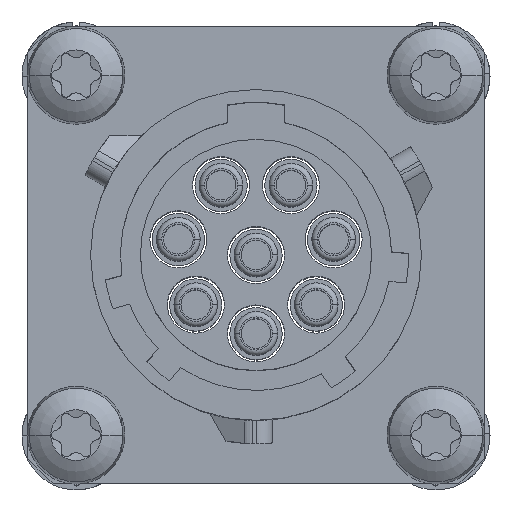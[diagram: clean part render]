
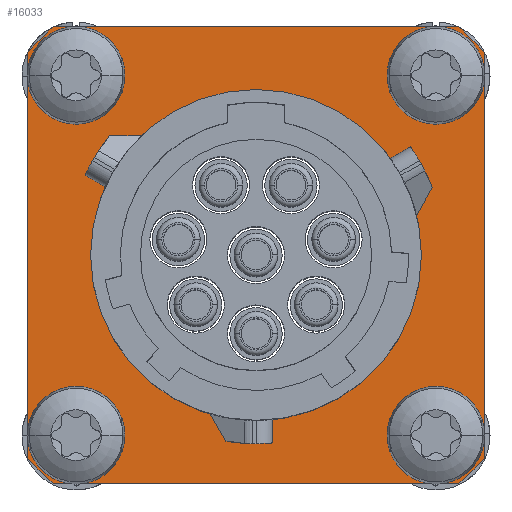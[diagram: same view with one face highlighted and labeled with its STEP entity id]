
A CAD part, top view. The second image highlights one B-rep face of the part: STEP entity #16033.
In plain terms, the highlighted planar face has unit normal (0, 0, 1).
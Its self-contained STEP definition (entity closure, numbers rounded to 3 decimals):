
#13722=CARTESIAN_POINT('',(-8.76,10.31,21.6));
#13723=VERTEX_POINT('',#13722);
#13739=CARTESIAN_POINT('',(-11.86,10.31,21.6));
#13740=VERTEX_POINT('',#13739);
#13747=CARTESIAN_POINT('',(-10.31,10.31,21.6));
#13748=DIRECTION('',(0.0,0.0,1.0));
#13749=DIRECTION('',(-1.0,0.0,0.0));
#13750=AXIS2_PLACEMENT_3D('',#13747,#13748,#13749);
#13751=CIRCLE('',#13750,1.55);
#13752=EDGE_CURVE('',#13740,#13723,#13751,.T.);
#13764=CARTESIAN_POINT('',(-8.76,-10.31,21.6));
#13765=VERTEX_POINT('',#13764);
#13781=CARTESIAN_POINT('',(-11.86,-10.31,21.6));
#13782=VERTEX_POINT('',#13781);
#13789=CARTESIAN_POINT('',(-10.31,-10.31,21.6));
#13790=DIRECTION('',(0.0,0.0,1.0));
#13791=DIRECTION('',(-1.0,0.0,0.0));
#13792=AXIS2_PLACEMENT_3D('',#13789,#13790,#13791);
#13793=CIRCLE('',#13792,1.55);
#13794=EDGE_CURVE('',#13782,#13765,#13793,.T.);
#13806=CARTESIAN_POINT('',(11.86,-10.31,21.6));
#13807=VERTEX_POINT('',#13806);
#13823=CARTESIAN_POINT('',(8.76,-10.31,21.6));
#13824=VERTEX_POINT('',#13823);
#13831=CARTESIAN_POINT('',(10.31,-10.31,21.6));
#13832=DIRECTION('',(0.0,0.0,1.0));
#13833=DIRECTION('',(-1.0,0.0,0.0));
#13834=AXIS2_PLACEMENT_3D('',#13831,#13832,#13833);
#13835=CIRCLE('',#13834,1.55);
#13836=EDGE_CURVE('',#13824,#13807,#13835,.T.);
#13848=CARTESIAN_POINT('',(11.86,10.31,21.6));
#13849=VERTEX_POINT('',#13848);
#13865=CARTESIAN_POINT('',(8.76,10.31,21.6));
#13866=VERTEX_POINT('',#13865);
#13873=CARTESIAN_POINT('',(10.31,10.31,21.6));
#13874=DIRECTION('',(0.0,0.0,1.0));
#13875=DIRECTION('',(-1.0,0.0,0.0));
#13876=AXIS2_PLACEMENT_3D('',#13873,#13874,#13875);
#13877=CIRCLE('',#13876,1.55);
#13878=EDGE_CURVE('',#13866,#13849,#13877,.T.);
#14382=CARTESIAN_POINT('',(-9.48,0.0,21.6));
#14383=VERTEX_POINT('',#14382);
#14392=CARTESIAN_POINT('',(9.48,0.0,21.6));
#14393=VERTEX_POINT('',#14392);
#14394=CARTESIAN_POINT('',(0.0,0.0,21.6));
#14395=DIRECTION('',(0.0,0.0,-1.0));
#14396=DIRECTION('',(1.0,0.0,0.0));
#14397=AXIS2_PLACEMENT_3D('',#14394,#14395,#14396);
#14398=CIRCLE('',#14397,9.48);
#14399=EDGE_CURVE('',#14393,#14383,#14398,.T.);
#15484=CARTESIAN_POINT('',(0.0,0.0,21.6));
#15485=DIRECTION('',(0.0,0.0,-1.0));
#15486=DIRECTION('',(1.0,0.0,0.0));
#15487=AXIS2_PLACEMENT_3D('',#15484,#15485,#15486);
#15488=CIRCLE('',#15487,9.48);
#15489=EDGE_CURVE('',#14383,#14393,#15488,.T.);
#15914=CARTESIAN_POINT('',(14.399,-14.399,21.6));
#15915=DIRECTION('',(0.0,0.0,-1.0));
#15916=DIRECTION('',(-1.0,0.0,0.0));
#15917=AXIS2_PLACEMENT_3D('',#15914,#15915,#15916);
#15918=PLANE('',#15917);
#15919=CARTESIAN_POINT('',(-13.09,11.615,21.6));
#15920=VERTEX_POINT('',#15919);
#15921=CARTESIAN_POINT('',(-11.615,13.09,21.6));
#15922=VERTEX_POINT('',#15921);
#15923=CARTESIAN_POINT('',(0.0,0.0,21.6));
#15924=DIRECTION('',(0.0,0.0,-1.0));
#15925=DIRECTION('',(-0.748,0.664,0.0));
#15926=AXIS2_PLACEMENT_3D('',#15923,#15924,#15925);
#15927=CIRCLE('',#15926,17.5);
#15928=EDGE_CURVE('',#15920,#15922,#15927,.T.);
#15929=ORIENTED_EDGE('',*,*,#15928,.F.);
#15930=CARTESIAN_POINT('',(-13.09,-11.615,21.6));
#15931=VERTEX_POINT('',#15930);
#15932=CARTESIAN_POINT('',(-13.09,-11.615,21.6));
#15933=DIRECTION('',(0.0,1.0,0.0));
#15934=VECTOR('',#15933,23.229);
#15935=LINE('',#15932,#15934);
#15936=EDGE_CURVE('',#15931,#15920,#15935,.T.);
#15937=ORIENTED_EDGE('',*,*,#15936,.F.);
#15938=CARTESIAN_POINT('',(-11.615,-13.09,21.6));
#15939=VERTEX_POINT('',#15938);
#15940=CARTESIAN_POINT('',(0.0,0.0,21.6));
#15941=DIRECTION('',(0.0,0.0,-1.0));
#15942=DIRECTION('',(-0.664,-0.748,0.0));
#15943=AXIS2_PLACEMENT_3D('',#15940,#15941,#15942);
#15944=CIRCLE('',#15943,17.5);
#15945=EDGE_CURVE('',#15939,#15931,#15944,.T.);
#15946=ORIENTED_EDGE('',*,*,#15945,.F.);
#15947=CARTESIAN_POINT('',(11.615,-13.09,21.6));
#15948=VERTEX_POINT('',#15947);
#15949=CARTESIAN_POINT('',(11.615,-13.09,21.6));
#15950=DIRECTION('',(-1.0,0.0,0.0));
#15951=VECTOR('',#15950,23.229);
#15952=LINE('',#15949,#15951);
#15953=EDGE_CURVE('',#15948,#15939,#15952,.T.);
#15954=ORIENTED_EDGE('',*,*,#15953,.F.);
#15955=CARTESIAN_POINT('',(13.09,-11.615,21.6));
#15956=VERTEX_POINT('',#15955);
#15957=CARTESIAN_POINT('',(0.0,0.0,21.6));
#15958=DIRECTION('',(0.0,0.0,-1.0));
#15959=DIRECTION('',(0.748,-0.664,0.0));
#15960=AXIS2_PLACEMENT_3D('',#15957,#15958,#15959);
#15961=CIRCLE('',#15960,17.5);
#15962=EDGE_CURVE('',#15956,#15948,#15961,.T.);
#15963=ORIENTED_EDGE('',*,*,#15962,.F.);
#15964=CARTESIAN_POINT('',(13.09,11.615,21.6));
#15965=VERTEX_POINT('',#15964);
#15966=CARTESIAN_POINT('',(13.09,11.615,21.6));
#15967=DIRECTION('',(0.0,-1.0,0.0));
#15968=VECTOR('',#15967,23.229);
#15969=LINE('',#15966,#15968);
#15970=EDGE_CURVE('',#15965,#15956,#15969,.T.);
#15971=ORIENTED_EDGE('',*,*,#15970,.F.);
#15972=CARTESIAN_POINT('',(11.615,13.09,21.6));
#15973=VERTEX_POINT('',#15972);
#15974=CARTESIAN_POINT('',(0.0,0.0,21.6));
#15975=DIRECTION('',(0.0,0.0,-1.0));
#15976=DIRECTION('',(0.664,0.748,0.0));
#15977=AXIS2_PLACEMENT_3D('',#15974,#15975,#15976);
#15978=CIRCLE('',#15977,17.5);
#15979=EDGE_CURVE('',#15973,#15965,#15978,.T.);
#15980=ORIENTED_EDGE('',*,*,#15979,.F.);
#15981=CARTESIAN_POINT('',(-11.615,13.09,21.6));
#15982=DIRECTION('',(1.0,0.0,0.0));
#15983=VECTOR('',#15982,23.229);
#15984=LINE('',#15981,#15983);
#15985=EDGE_CURVE('',#15922,#15973,#15984,.T.);
#15986=ORIENTED_EDGE('',*,*,#15985,.F.);
#15987=EDGE_LOOP('',(#15929,#15937,#15946,#15954,#15963,#15971,#15980,#15986));
#15988=FACE_OUTER_BOUND('',#15987,.T.);
#15989=ORIENTED_EDGE('',*,*,#14399,.T.);
#15990=ORIENTED_EDGE('',*,*,#15489,.T.);
#15991=EDGE_LOOP('',(#15989,#15990));
#15992=FACE_BOUND('',#15991,.T.);
#15993=ORIENTED_EDGE('',*,*,#13878,.F.);
#15994=CARTESIAN_POINT('',(10.31,10.31,21.6));
#15995=DIRECTION('',(0.0,0.0,1.0));
#15996=DIRECTION('',(-1.0,0.0,0.0));
#15997=AXIS2_PLACEMENT_3D('',#15994,#15995,#15996);
#15998=CIRCLE('',#15997,1.55);
#15999=EDGE_CURVE('',#13849,#13866,#15998,.T.);
#16000=ORIENTED_EDGE('',*,*,#15999,.F.);
#16001=EDGE_LOOP('',(#15993,#16000));
#16002=FACE_BOUND('',#16001,.T.);
#16003=ORIENTED_EDGE('',*,*,#13836,.F.);
#16004=CARTESIAN_POINT('',(10.31,-10.31,21.6));
#16005=DIRECTION('',(0.0,0.0,1.0));
#16006=DIRECTION('',(-1.0,0.0,0.0));
#16007=AXIS2_PLACEMENT_3D('',#16004,#16005,#16006);
#16008=CIRCLE('',#16007,1.55);
#16009=EDGE_CURVE('',#13807,#13824,#16008,.T.);
#16010=ORIENTED_EDGE('',*,*,#16009,.F.);
#16011=EDGE_LOOP('',(#16003,#16010));
#16012=FACE_BOUND('',#16011,.T.);
#16013=ORIENTED_EDGE('',*,*,#13794,.F.);
#16014=CARTESIAN_POINT('',(-10.31,-10.31,21.6));
#16015=DIRECTION('',(0.0,0.0,1.0));
#16016=DIRECTION('',(-1.0,0.0,0.0));
#16017=AXIS2_PLACEMENT_3D('',#16014,#16015,#16016);
#16018=CIRCLE('',#16017,1.55);
#16019=EDGE_CURVE('',#13765,#13782,#16018,.T.);
#16020=ORIENTED_EDGE('',*,*,#16019,.F.);
#16021=EDGE_LOOP('',(#16013,#16020));
#16022=FACE_BOUND('',#16021,.T.);
#16023=ORIENTED_EDGE('',*,*,#13752,.F.);
#16024=CARTESIAN_POINT('',(-10.31,10.31,21.6));
#16025=DIRECTION('',(0.0,0.0,1.0));
#16026=DIRECTION('',(-1.0,0.0,0.0));
#16027=AXIS2_PLACEMENT_3D('',#16024,#16025,#16026);
#16028=CIRCLE('',#16027,1.55);
#16029=EDGE_CURVE('',#13723,#13740,#16028,.T.);
#16030=ORIENTED_EDGE('',*,*,#16029,.F.);
#16031=EDGE_LOOP('',(#16023,#16030));
#16032=FACE_BOUND('',#16031,.T.);
#16033=ADVANCED_FACE('',(#15988,#15992,#16002,#16012,#16022,#16032),#15918,.F.);
